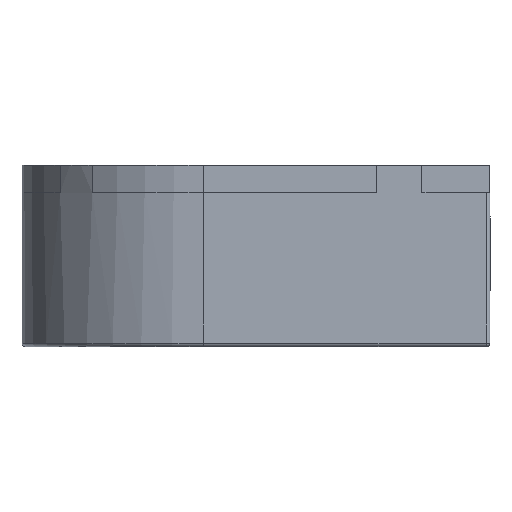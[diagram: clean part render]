
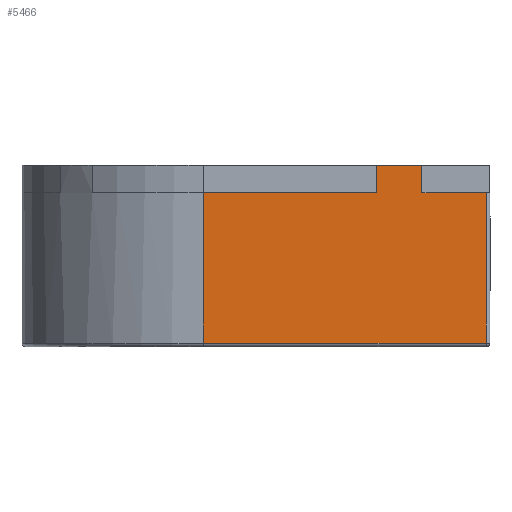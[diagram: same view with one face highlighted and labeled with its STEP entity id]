
A CAD part, left-side view. The second image highlights one B-rep face of the part: STEP entity #5466.
In plain terms, the highlighted planar face has unit normal (-1, 0, 0).
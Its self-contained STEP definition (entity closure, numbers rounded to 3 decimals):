
#4333=CARTESIAN_POINT('',(-8.458,-11.199,3.5));
#4334=VERTEX_POINT('',#4333);
#4646=CARTESIAN_POINT('',(-8.458,-5.149,5.));
#4647=VERTEX_POINT('',#4646);
#4677=CARTESIAN_POINT('',(-8.458,-7.649,5.));
#4678=VERTEX_POINT('',#4677);
#4831=CARTESIAN_POINT('',(-8.458,-5.149,3.5));
#4832=VERTEX_POINT('',#4831);
#4833=CARTESIAN_POINT('',(-8.458,4.401,3.5));
#4834=VERTEX_POINT('',#4833);
#4835=CARTESIAN_POINT('',(-8.458,-5.149,3.5));
#4836=DIRECTION('',(0.0,1.0,0.0));
#4837=VECTOR('',#4836,9.55);
#4838=LINE('',#4835,#4837);
#4839=EDGE_CURVE('',#4832,#4834,#4838,.T.);
#4841=CARTESIAN_POINT('',(-8.458,-5.149,5.));
#4842=DIRECTION('',(0.0,0.0,-1.0));
#4843=VECTOR('',#4842,1.5);
#4844=LINE('',#4841,#4843);
#4845=EDGE_CURVE('',#4647,#4832,#4844,.T.);
#4863=CARTESIAN_POINT('',(-8.458,-7.649,3.5));
#4864=VERTEX_POINT('',#4863);
#4865=CARTESIAN_POINT('',(-8.458,-7.649,5.));
#4866=DIRECTION('',(0.0,0.0,-1.0));
#4867=VECTOR('',#4866,1.5);
#4868=LINE('',#4865,#4867);
#4869=EDGE_CURVE('',#4678,#4864,#4868,.T.);
#4871=CARTESIAN_POINT('',(-8.458,-11.199,3.5));
#4872=DIRECTION('',(0.0,1.0,0.0));
#4873=VECTOR('',#4872,3.55);
#4874=LINE('',#4871,#4873);
#4875=EDGE_CURVE('',#4334,#4864,#4874,.T.);
#5327=CARTESIAN_POINT('',(-8.458,4.401,-4.8));
#5328=VERTEX_POINT('',#5327);
#5336=CARTESIAN_POINT('',(-8.458,4.401,3.5));
#5337=DIRECTION('',(0.0,0.0,-1.0));
#5338=VECTOR('',#5337,8.3);
#5339=LINE('',#5336,#5338);
#5340=EDGE_CURVE('',#4834,#5328,#5339,.T.);
#5434=CARTESIAN_POINT('',(-8.458,-11.399,3.5));
#5435=DIRECTION('',(-1.0,0.0,0.0));
#5436=DIRECTION('',(0.0,0.0,1.0));
#5437=AXIS2_PLACEMENT_3D('',#5434,#5435,#5436);
#5438=PLANE('',#5437);
#5439=CARTESIAN_POINT('',(-8.458,-11.199,-4.8));
#5440=VERTEX_POINT('',#5439);
#5441=CARTESIAN_POINT('',(-8.458,4.401,-4.8));
#5442=DIRECTION('',(0.0,-1.0,0.0));
#5443=VECTOR('',#5442,15.6);
#5444=LINE('',#5441,#5443);
#5445=EDGE_CURVE('',#5328,#5440,#5444,.T.);
#5446=ORIENTED_EDGE('',*,*,#5445,.T.);
#5447=CARTESIAN_POINT('',(-8.458,-11.199,-4.8));
#5448=DIRECTION('',(0.0,0.0,1.0));
#5449=VECTOR('',#5448,8.3);
#5450=LINE('',#5447,#5449);
#5451=EDGE_CURVE('',#5440,#4334,#5450,.T.);
#5452=ORIENTED_EDGE('',*,*,#5451,.T.);
#5453=ORIENTED_EDGE('',*,*,#4875,.T.);
#5454=ORIENTED_EDGE('',*,*,#4869,.F.);
#5455=CARTESIAN_POINT('',(-8.458,-5.149,5.));
#5456=DIRECTION('',(0.0,-1.0,0.0));
#5457=VECTOR('',#5456,2.5);
#5458=LINE('',#5455,#5457);
#5459=EDGE_CURVE('',#4647,#4678,#5458,.T.);
#5460=ORIENTED_EDGE('',*,*,#5459,.F.);
#5461=ORIENTED_EDGE('',*,*,#4845,.T.);
#5462=ORIENTED_EDGE('',*,*,#4839,.T.);
#5463=ORIENTED_EDGE('',*,*,#5340,.T.);
#5464=EDGE_LOOP('',(#5446,#5452,#5453,#5454,#5460,#5461,#5462,#5463));
#5465=FACE_OUTER_BOUND('',#5464,.T.);
#5466=ADVANCED_FACE('',(#5465),#5438,.T.);
